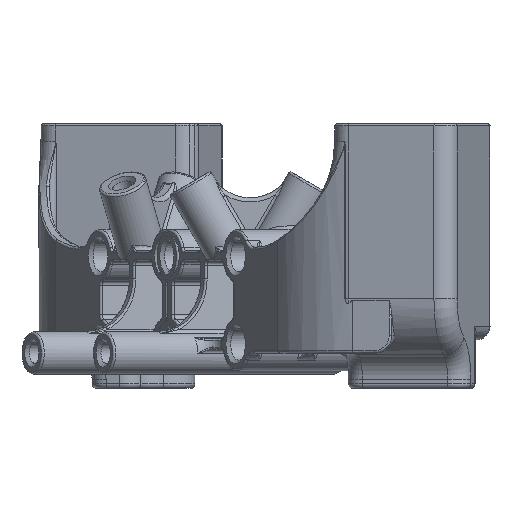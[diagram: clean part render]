
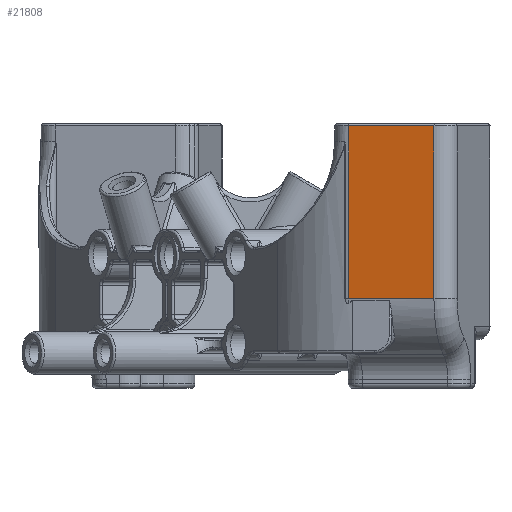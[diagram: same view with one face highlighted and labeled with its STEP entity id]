
A CAD part, front view. The second image highlights one B-rep face of the part: STEP entity #21808.
In plain terms, the highlighted planar face has unit normal (-0.259, -0.966, 0).
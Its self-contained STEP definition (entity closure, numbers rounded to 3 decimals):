
#1290=PLANE('',#24376);
#2892=FACE_OUTER_BOUND('',#4393,.T.);
#4393=EDGE_LOOP('',(#18682,#18683,#18684,#18685));
#5326=LINE('',#43579,#6302);
#5488=LINE('',#47972,#6464);
#5520=LINE('',#48697,#6496);
#5521=LINE('',#48700,#6497);
#6302=VECTOR('',#28881,10.);
#6464=VECTOR('',#30035,10.);
#6496=VECTOR('',#30219,10.);
#6497=VECTOR('',#30224,10.);
#9403=VERTEX_POINT('',#43570);
#9405=VERTEX_POINT('',#43576);
#9783=VERTEX_POINT('',#47970);
#9825=VERTEX_POINT('',#48696);
#12098=EDGE_CURVE('',#9403,#9405,#5326,.T.);
#12730=EDGE_CURVE('',#9405,#9783,#5488,.T.);
#12823=EDGE_CURVE('',#9403,#9825,#5520,.T.);
#12825=EDGE_CURVE('',#9825,#9783,#5521,.T.);
#18682=ORIENTED_EDGE('',*,*,#12098,.T.);
#18683=ORIENTED_EDGE('',*,*,#12730,.T.);
#18684=ORIENTED_EDGE('',*,*,#12825,.F.);
#18685=ORIENTED_EDGE('',*,*,#12823,.F.);
#21808=ADVANCED_FACE('',(#2892),#1290,.T.);
#24376=AXIS2_PLACEMENT_3D('',#48699,#30222,#30223);
#28881=DIRECTION('',(-0.966,0.259,0.));
#30035=DIRECTION('',(0.,0.,-1.));
#30219=DIRECTION('',(0.,0.,-1.));
#30222=DIRECTION('center_axis',(-0.259,-0.966,0.));
#30223=DIRECTION('ref_axis',(-0.966,0.259,0.));
#30224=DIRECTION('',(-0.966,0.259,0.));
#43570=CARTESIAN_POINT('',(18.936,-20.229,5.25));
#43576=CARTESIAN_POINT('',(9.276,-17.641,5.25));
#43579=CARTESIAN_POINT('',(16.569,-19.595,5.25));
#47970=CARTESIAN_POINT('',(9.276,-17.641,-14.335));
#47972=CARTESIAN_POINT('',(9.276,-17.641,5.5));
#48696=CARTESIAN_POINT('',(18.936,-20.229,-14.335));
#48697=CARTESIAN_POINT('',(18.936,-20.229,5.5));
#48699=CARTESIAN_POINT('Origin',(18.936,-20.229,5.5));
#48700=CARTESIAN_POINT('',(7.2,-17.085,-14.335));
